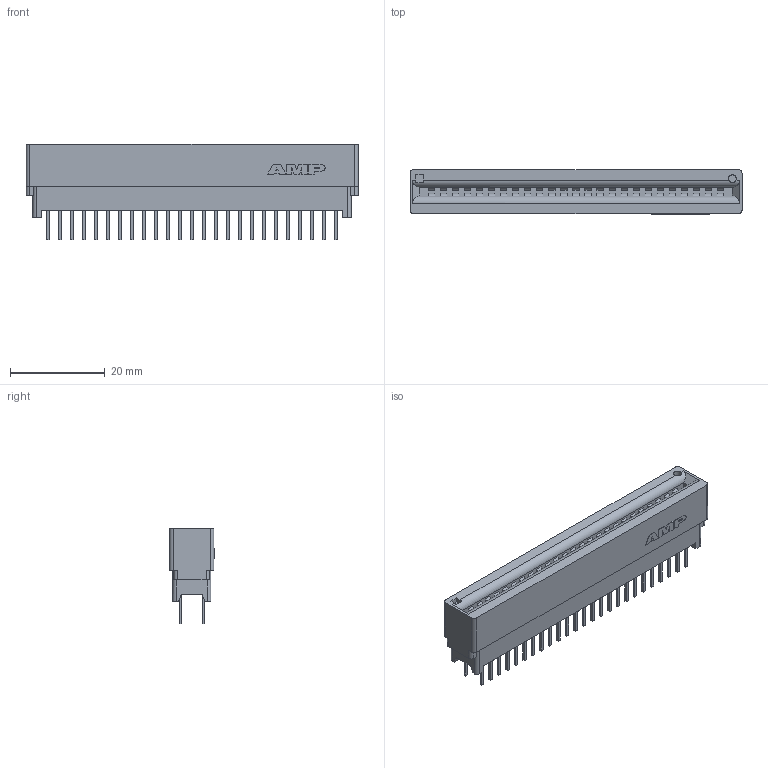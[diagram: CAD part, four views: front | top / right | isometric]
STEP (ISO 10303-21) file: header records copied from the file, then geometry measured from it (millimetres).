
FILE_DESCRIPTION(/* description */ (''),/* implementation_level */ '2;1');
FILE_NAME(/* name */ 'CONN 25 POS 2 ROW v1.step',/* time_stamp */ '2023-09-23T13:13:52-05:00',/* author */ (''),/* organization */ (''),/* preprocessor_version */ 'ST-DEVELOPER v20',/* originating_system */ 'Autodesk Translation Framework v12.14.0.127',/* authorisation */ '');
FILE_SCHEMA (('AUTOMOTIVE_DESIGN { 1 0 10303 214 3 1 1 }'));
Length unit declared in the file: millimetre
Products named in the file (3): CONN 25 POS 2 ROW; 1-5530843-6; 1-5530843-6_PART1
Assembly tree (2 placements, depth 3):
  CONN 25 POS 2 ROW
    1-5530843-6
      1-5530843-6_PART1
Bounding box: 70.1 x 9.47 x 20.24 mm (x, y, z)
Volume: 7788 mm3; surface area: 5471 mm2
Topology: 1 solids, 1 shells, 589 faces, 1583 edges, 1054 vertices
Faces by surface type: plane 467, cylinder 120, bspline 2
Full cylindrical faces by diameter (mm): 1.626 x1
Entity records: 18585 total; most frequent: CARTESIAN_POINT 3287, ORIENTED_EDGE 3166, DIRECTION 3009, EDGE_CURVE 1583, LINE 1331, VECTOR 1331, VERTEX_POINT 1054, AXIS2_PLACEMENT_3D 839
